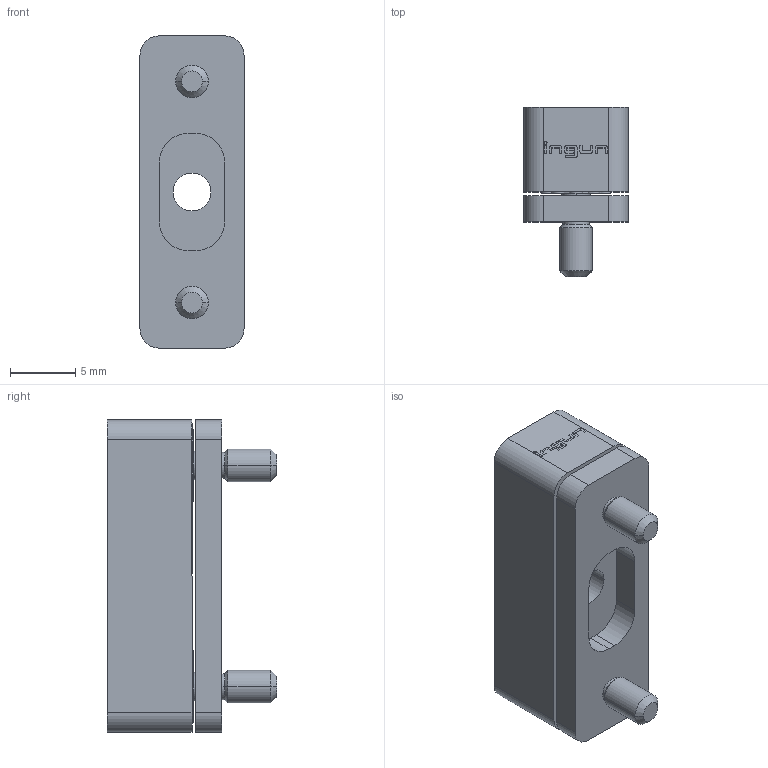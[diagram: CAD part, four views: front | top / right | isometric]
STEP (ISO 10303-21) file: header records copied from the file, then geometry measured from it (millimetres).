
FILE_DESCRIPTION (( 'STEP AP203' ), '1' );
FILE_NAME ('INGUN_HAS-807-1-S.STEP', '2023-05-23T12:08:58', ( '' ), ( '' ), 'SwSTEP 2.0', 'SolidWorks 2021', '' );
FILE_SCHEMA (( 'CONFIG_CONTROL_DESIGN' ));
Length unit declared in the file: millimetre
Products named in the file (1): INGUN_HAS-807-1-S
Bounding box: 8 x 13 x 24 mm (x, y, z)
Volume: 1463.8 mm3; surface area: 1485.1 mm2
Topology: 1 solids, 1 shells, 248 faces, 670 edges, 440 vertices
Faces by surface type: plane 120, cylinder 110, cone 18
Entity records: 7913 total; most frequent: DIRECTION 1398, CARTESIAN_POINT 1379, ORIENTED_EDGE 1332, EDGE_CURVE 666, AXIS2_PLACEMENT_3D 491, VERTEX_POINT 440, VECTOR 416, LINE 416
